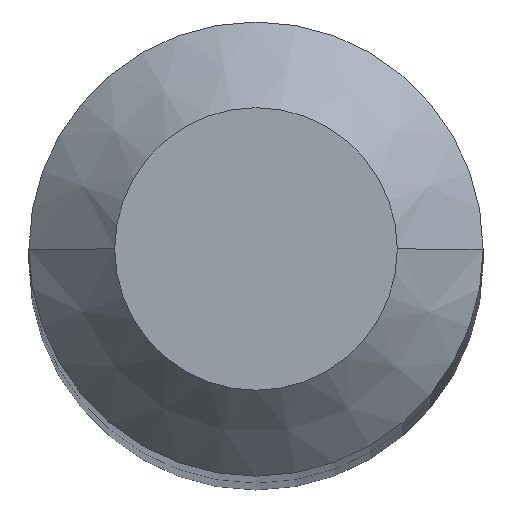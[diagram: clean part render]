
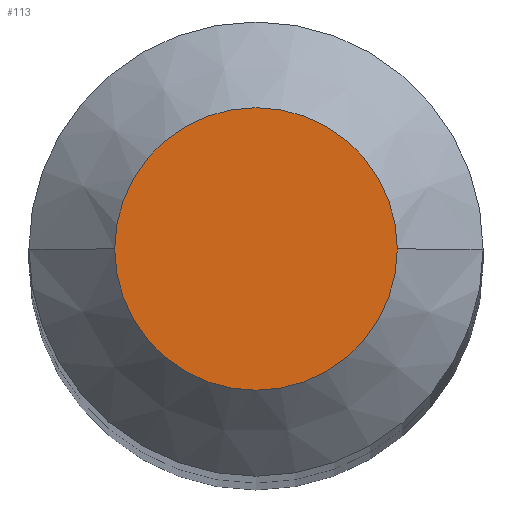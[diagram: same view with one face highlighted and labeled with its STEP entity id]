
A CAD part, top view. The second image highlights one B-rep face of the part: STEP entity #113.
In plain terms, the highlighted planar face has unit normal (0, 0, 1).
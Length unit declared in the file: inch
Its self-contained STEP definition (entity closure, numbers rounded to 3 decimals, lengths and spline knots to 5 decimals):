
#14 = AXIS2_PLACEMENT_3D ( 'NONE', #227, #82, #199 ) ;
#38 = DIRECTION ( 'NONE',  ( 0., 0., 1. ) ) ;
#48 = CARTESIAN_POINT ( 'NONE',  ( 0., 0., 0. ) ) ;
#57 = CIRCLE ( 'NONE', #14, 0.05145 ) ;
#70 = AXIS2_PLACEMENT_3D ( 'NONE', #48, #168, #350 ) ;
#75 = EDGE_CURVE ( 'NONE', #219, #307, #57, .T. ) ;
#82 = DIRECTION ( 'NONE',  ( 0., 0., 1. ) ) ;
#93 = CIRCLE ( 'NONE', #190, 0.05145 ) ;
#112 = ORIENTED_EDGE ( 'NONE', *, *, #378, .T. ) ;
#113 = ADVANCED_FACE ( 'NONE', ( #316 ), #342, .F. ) ;
#168 = DIRECTION ( 'NONE',  ( 0., 0., -1. ) ) ;
#187 = CARTESIAN_POINT ( 'NONE',  ( 0., 0., 0. ) ) ;
#190 = AXIS2_PLACEMENT_3D ( 'NONE', #187, #38, #269 ) ;
#199 = DIRECTION ( 'NONE',  ( 1., 0., 0. ) ) ;
#219 = VERTEX_POINT ( 'NONE', #360 ) ;
#227 = CARTESIAN_POINT ( 'NONE',  ( 0., 0., 0. ) ) ;
#269 = DIRECTION ( 'NONE',  ( 1., 0., 0. ) ) ;
#303 = CARTESIAN_POINT ( 'NONE',  ( -0.05145, 0., 0. ) ) ;
#307 = VERTEX_POINT ( 'NONE', #303 ) ;
#316 = FACE_OUTER_BOUND ( 'NONE', #340, .T. ) ;
#318 = ORIENTED_EDGE ( 'NONE', *, *, #75, .T. ) ;
#340 = EDGE_LOOP ( 'NONE', ( #112, #318 ) ) ;
#342 = PLANE ( 'NONE',  #70 ) ;
#350 = DIRECTION ( 'NONE',  ( -1., 0., 0. ) ) ;
#360 = CARTESIAN_POINT ( 'NONE',  ( 0.05145, 0., 0. ) ) ;
#378 = EDGE_CURVE ( 'NONE', #307, #219, #93, .T. ) ;
